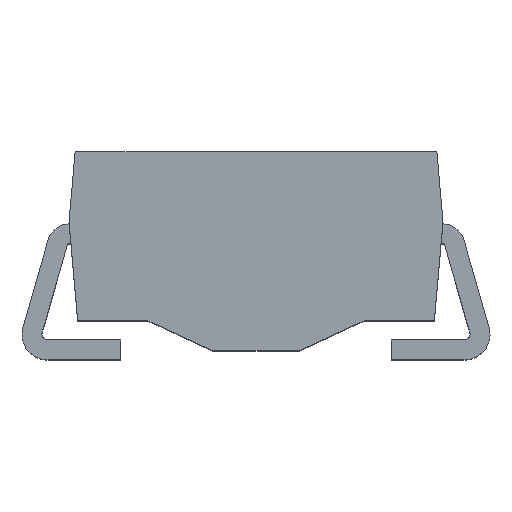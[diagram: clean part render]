
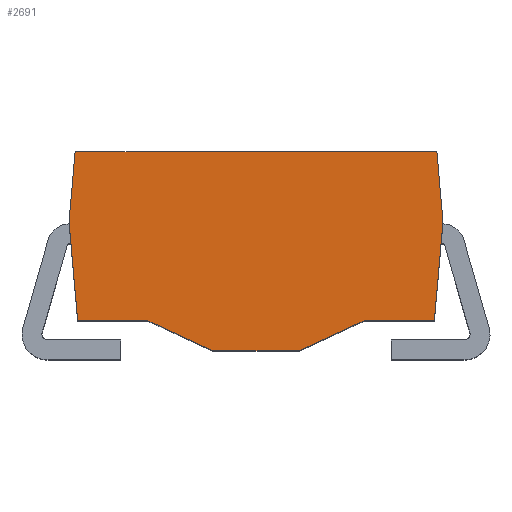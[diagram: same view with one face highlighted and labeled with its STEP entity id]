
A CAD part, top view. The second image highlights one B-rep face of the part: STEP entity #2691.
In plain terms, the highlighted planar face has unit normal (0, 0, 1).
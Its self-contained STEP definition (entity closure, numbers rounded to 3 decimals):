
#331=ORIENTED_EDGE('',*,*,#932,.T.);
#332=ORIENTED_EDGE('',*,*,#910,.T.);
#333=ORIENTED_EDGE('',*,*,#931,.T.);
#334=ORIENTED_EDGE('',*,*,#837,.T.);
#335=ORIENTED_EDGE('',*,*,#930,.T.);
#336=ORIENTED_EDGE('',*,*,#928,.T.);
#337=ORIENTED_EDGE('',*,*,#926,.T.);
#338=ORIENTED_EDGE('',*,*,#924,.T.);
#339=ORIENTED_EDGE('',*,*,#922,.T.);
#340=ORIENTED_EDGE('',*,*,#830,.T.);
#341=ORIENTED_EDGE('',*,*,#921,.T.);
#342=ORIENTED_EDGE('',*,*,#876,.T.);
#343=ORIENTED_EDGE('',*,*,#933,.F.);
#344=ORIENTED_EDGE('',*,*,#934,.F.);
#830=EDGE_CURVE('',#1142,#1141,#1349,.T.);
#837=EDGE_CURVE('',#1149,#1148,#1356,.T.);
#876=EDGE_CURVE('',#1188,#1186,#1364,.T.);
#910=EDGE_CURVE('',#1219,#1221,#1370,.T.);
#921=EDGE_CURVE('',#1141,#1188,#1381,.T.);
#922=EDGE_CURVE('',#1228,#1142,#1382,.T.);
#924=EDGE_CURVE('',#1229,#1228,#1384,.T.);
#926=EDGE_CURVE('',#1230,#1229,#1386,.T.);
#928=EDGE_CURVE('',#1231,#1230,#1388,.T.);
#930=EDGE_CURVE('',#1148,#1231,#1390,.T.);
#931=EDGE_CURVE('',#1221,#1149,#1391,.T.);
#932=EDGE_CURVE('',#1232,#1219,#1392,.T.);
#933=EDGE_CURVE('',#1233,#1186,#1393,.T.);
#934=EDGE_CURVE('',#1232,#1233,#1394,.T.);
#1141=VERTEX_POINT('',#3363);
#1142=VERTEX_POINT('',#3365);
#1148=VERTEX_POINT('',#3378);
#1149=VERTEX_POINT('',#3380);
#1186=VERTEX_POINT('',#3593);
#1188=VERTEX_POINT('',#3596);
#1219=VERTEX_POINT('',#3805);
#1221=VERTEX_POINT('',#3809);
#1228=VERTEX_POINT('',#3832);
#1229=VERTEX_POINT('',#3836);
#1230=VERTEX_POINT('',#3840);
#1231=VERTEX_POINT('',#3844);
#1232=VERTEX_POINT('',#3852);
#1233=VERTEX_POINT('',#3854);
#1349=LINE('',#3364,#1512);
#1356=LINE('',#3379,#1519);
#1364=LINE('',#3595,#1527);
#1370=LINE('',#3810,#1533);
#1381=LINE('',#3829,#1544);
#1382=LINE('',#3831,#1545);
#1384=LINE('',#3835,#1547);
#1386=LINE('',#3839,#1549);
#1388=LINE('',#3843,#1551);
#1390=LINE('',#3847,#1553);
#1391=LINE('',#3849,#1554);
#1392=LINE('',#3851,#1555);
#1393=LINE('',#3853,#1556);
#1394=LINE('',#3855,#1557);
#1512=VECTOR('',#2942,1000.);
#1519=VECTOR('',#2951,1000.);
#1527=VECTOR('',#2961,1000.);
#1533=VECTOR('',#2969,1000.);
#1544=VECTOR('',#2984,1000.);
#1545=VECTOR('',#2987,1000.);
#1547=VECTOR('',#2991,1000.);
#1549=VECTOR('',#2995,1000.);
#1551=VECTOR('',#2999,1000.);
#1553=VECTOR('',#3003,1000.);
#1554=VECTOR('',#3006,1000.);
#1555=VECTOR('',#3009,1000.);
#1556=VECTOR('',#3010,1000.);
#1557=VECTOR('',#3011,1000.);
#1695=EDGE_LOOP('',(#331,#332,#333,#334,#335,#336,#337,#338,#339,#340,#341,
#342,#343,#344));
#1826=FACE_BOUND('',#1695,.T.);
#1947=PLANE('',#2820);
#2691=ADVANCED_FACE('',(#1826),#1947,.T.);
#2820=AXIS2_PLACEMENT_3D('',#3850,#3007,#3008);
#2942=DIRECTION('',(0.087,0.996,0.));
#2951=DIRECTION('',(0.087,-0.996,0.));
#2961=DIRECTION('',(-1.,0.,0.));
#2969=DIRECTION('',(-1.,0.,0.));
#2984=DIRECTION('',(-0.087,0.996,0.));
#2987=DIRECTION('',(1.,0.,0.));
#2991=DIRECTION('',(0.908,0.42,0.));
#2995=DIRECTION('',(1.,0.,0.));
#2999=DIRECTION('',(0.908,-0.42,0.));
#3003=DIRECTION('',(1.,0.,0.));
#3006=DIRECTION('',(-0.087,-0.996,0.));
#3007=DIRECTION('',(0.,0.,1.));
#3008=DIRECTION('',(1.,0.,0.));
#3009=DIRECTION('',(0.,1.,0.));
#3010=DIRECTION('',(0.,1.,0.));
#3011=DIRECTION('',(1.,0.,0.));
#3363=CARTESIAN_POINT('',(2.158,0.198,1.81));
#3364=CARTESIAN_POINT('',(2.065,-0.865,1.81));
#3365=CARTESIAN_POINT('',(2.058,-0.945,1.81));
#3378=CARTESIAN_POINT('',(-2.058,-0.945,1.81));
#3379=CARTESIAN_POINT('',(-2.158,0.198,1.81));
#3380=CARTESIAN_POINT('',(-2.158,0.198,1.81));
#3593=CARTESIAN_POINT('',(-1.33,1.005,1.81));
#3595=CARTESIAN_POINT('',(2.087,1.005,1.81));
#3596=CARTESIAN_POINT('',(2.087,1.005,1.81));
#3805=CARTESIAN_POINT('',(-1.56,1.005,1.81));
#3809=CARTESIAN_POINT('',(-2.087,1.005,1.81));
#3810=CARTESIAN_POINT('',(2.087,1.005,1.81));
#3829=CARTESIAN_POINT('',(2.158,0.198,1.81));
#3831=CARTESIAN_POINT('',(1.246,-0.945,1.81));
#3832=CARTESIAN_POINT('',(1.246,-0.945,1.81));
#3835=CARTESIAN_POINT('',(0.5,-1.29,1.81));
#3836=CARTESIAN_POINT('',(0.5,-1.29,1.81));
#3839=CARTESIAN_POINT('',(-0.5,-1.29,1.81));
#3840=CARTESIAN_POINT('',(-0.5,-1.29,1.81));
#3843=CARTESIAN_POINT('',(-1.246,-0.945,1.81));
#3844=CARTESIAN_POINT('',(-1.246,-0.945,1.81));
#3847=CARTESIAN_POINT('',(-2.065,-0.945,1.81));
#3849=CARTESIAN_POINT('',(-2.087,1.005,1.81));
#3850=CARTESIAN_POINT('',(0.,0.,1.81));
#3851=CARTESIAN_POINT('',(-1.56,1.004,1.81));
#3852=CARTESIAN_POINT('',(-1.56,1.004,1.81));
#3853=CARTESIAN_POINT('',(-1.33,1.004,1.81));
#3854=CARTESIAN_POINT('',(-1.33,1.004,1.81));
#3855=CARTESIAN_POINT('',(-1.56,1.004,1.81));
